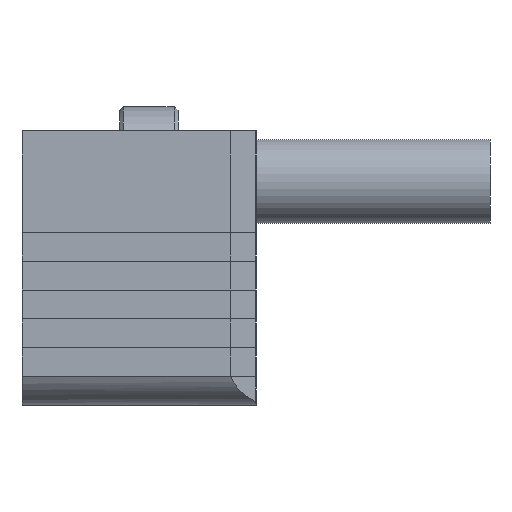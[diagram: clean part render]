
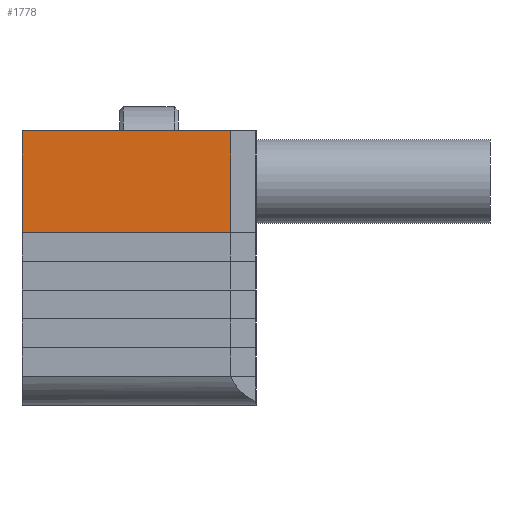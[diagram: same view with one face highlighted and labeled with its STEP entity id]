
A CAD part, left-side view. The second image highlights one B-rep face of the part: STEP entity #1778.
In plain terms, the highlighted face is planar.
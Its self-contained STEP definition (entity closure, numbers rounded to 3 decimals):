
#29 = CARTESIAN_POINT ( 'NONE',  ( 2.6, -4.2, -10. ) ) ;
#181 = DIRECTION ( 'NONE',  ( 0., 0., -1. ) ) ;
#200 = LINE ( 'NONE', #3608, #1418 ) ;
#320 = VERTEX_POINT ( 'NONE', #1689 ) ;
#340 = EDGE_CURVE ( 'NONE', #808, #4396, #1377, .T. ) ;
#354 = CARTESIAN_POINT ( 'NONE',  ( 2.6, -4.2, -10. ) ) ;
#692 = ORIENTED_EDGE ( 'NONE', *, *, #2585, .F. ) ;
#706 = EDGE_LOOP ( 'NONE', ( #1523, #2597, #4324, #692 ) ) ;
#808 = VERTEX_POINT ( 'NONE', #354 ) ;
#1248 = LINE ( 'NONE', #1949, #3213 ) ;
#1377 = LINE ( 'NONE', #29, #4141 ) ;
#1418 = VECTOR ( 'NONE', #2240, 1000. ) ;
#1523 = ORIENTED_EDGE ( 'NONE', *, *, #1619, .T. ) ;
#1619 = EDGE_CURVE ( 'NONE', #3028, #808, #200, .T. ) ;
#1689 = CARTESIAN_POINT ( 'NONE',  ( -2.6, 6.5, -10. ) ) ;
#1717 = AXIS2_PLACEMENT_3D ( 'NONE', #3253, #181, #3039 ) ;
#1778 = ADVANCED_FACE ( 'NONE', ( #3593 ), #1889, .T. ) ;
#1852 = LINE ( 'NONE', #4252, #2722 ) ;
#1889 = PLANE ( 'NONE',  #1717 ) ;
#1949 = CARTESIAN_POINT ( 'NONE',  ( 2.6, 6.5, -10. ) ) ;
#2070 = CARTESIAN_POINT ( 'NONE',  ( 2.6, 6.5, -10. ) ) ;
#2240 = DIRECTION ( 'NONE',  ( 0., -1., 0. ) ) ;
#2407 = DIRECTION ( 'NONE',  ( -1., 0., 0. ) ) ;
#2513 = EDGE_CURVE ( 'NONE', #320, #4396, #1852, .T. ) ;
#2585 = EDGE_CURVE ( 'NONE', #3028, #320, #1248, .T. ) ;
#2597 = ORIENTED_EDGE ( 'NONE', *, *, #340, .T. ) ;
#2722 = VECTOR ( 'NONE', #3261, 1000. ) ;
#3028 = VERTEX_POINT ( 'NONE', #2070 ) ;
#3039 = DIRECTION ( 'NONE',  ( -1., 0., 0. ) ) ;
#3213 = VECTOR ( 'NONE', #4350, 1000. ) ;
#3253 = CARTESIAN_POINT ( 'NONE',  ( 2.6, 0., -10. ) ) ;
#3261 = DIRECTION ( 'NONE',  ( 0., -1., 0. ) ) ;
#3593 = FACE_OUTER_BOUND ( 'NONE', #706, .T. ) ;
#3608 = CARTESIAN_POINT ( 'NONE',  ( 2.6, 0., -10. ) ) ;
#3970 = CARTESIAN_POINT ( 'NONE',  ( -2.6, -4.2, -10. ) ) ;
#4141 = VECTOR ( 'NONE', #2407, 1000. ) ;
#4252 = CARTESIAN_POINT ( 'NONE',  ( -2.6, 0., -10. ) ) ;
#4324 = ORIENTED_EDGE ( 'NONE', *, *, #2513, .F. ) ;
#4350 = DIRECTION ( 'NONE',  ( -1., 0., 0. ) ) ;
#4396 = VERTEX_POINT ( 'NONE', #3970 ) ;
